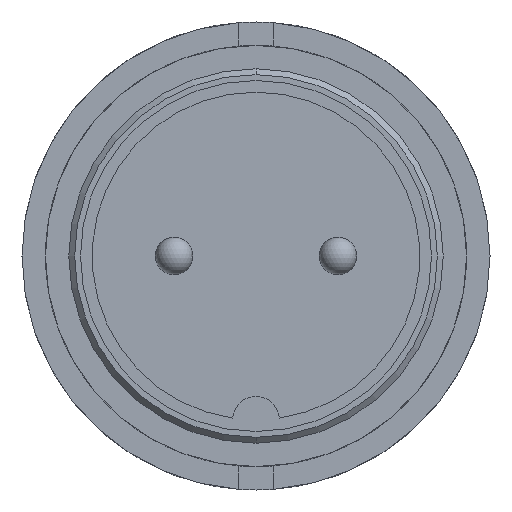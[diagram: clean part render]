
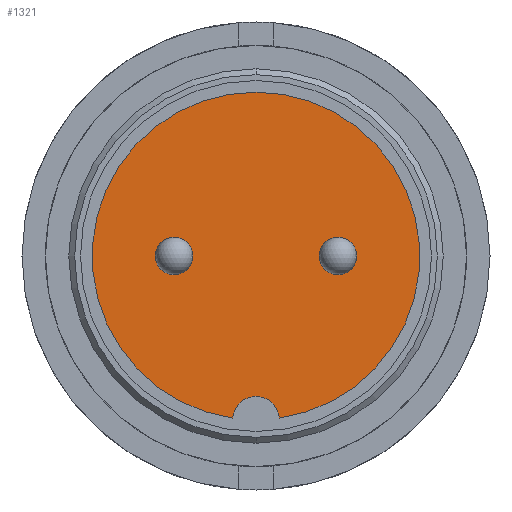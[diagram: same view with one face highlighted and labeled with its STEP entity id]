
A CAD part, front view. The second image highlights one B-rep face of the part: STEP entity #1321.
In plain terms, the highlighted planar face has unit normal (0, -1, 0).
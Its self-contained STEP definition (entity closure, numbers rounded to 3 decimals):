
#443=CARTESIAN_POINT('',(-2.7,-8.5,0.));
#444=VERTEX_POINT('',#443);
#453=CARTESIAN_POINT('',(-4.3,-8.5,0.));
#454=VERTEX_POINT('',#453);
#455=CARTESIAN_POINT('',(-3.5,-8.5,0.0));
#456=DIRECTION('',(0.0,1.0,0.0));
#457=DIRECTION('',(1.0,0.0,0.0));
#458=AXIS2_PLACEMENT_3D('',#455,#456,#457);
#459=CIRCLE('',#458,0.8);
#460=EDGE_CURVE('',#454,#444,#459,.T.);
#485=CARTESIAN_POINT('',(4.3,-8.5,0.));
#486=VERTEX_POINT('',#485);
#495=CARTESIAN_POINT('',(2.7,-8.5,0.));
#496=VERTEX_POINT('',#495);
#497=CARTESIAN_POINT('',(3.5,-8.5,0.0));
#498=DIRECTION('',(0.0,1.0,0.0));
#499=DIRECTION('',(1.0,0.0,0.0));
#500=AXIS2_PLACEMENT_3D('',#497,#498,#499);
#501=CIRCLE('',#500,0.8);
#502=EDGE_CURVE('',#496,#486,#501,.T.);
#529=CARTESIAN_POINT('',(0.,-8.5,7.));
#530=VERTEX_POINT('',#529);
#546=CARTESIAN_POINT('',(-0.997,-8.5,-6.929));
#547=VERTEX_POINT('',#546);
#554=CARTESIAN_POINT('',(0.0,-8.5,0.));
#555=DIRECTION('',(0.0,1.0,0.0));
#556=DIRECTION('',(0.0,0.0,1.0));
#557=AXIS2_PLACEMENT_3D('',#554,#555,#556);
#558=CIRCLE('',#557,7.);
#559=EDGE_CURVE('',#547,#530,#558,.T.);
#1266=CARTESIAN_POINT('',(0.997,-8.5,-6.929));
#1267=VERTEX_POINT('',#1266);
#1274=CARTESIAN_POINT('',(0.0,-8.5,-7.));
#1275=DIRECTION('',(0.0,1.0,0.0));
#1276=DIRECTION('',(-0.997,0.0,0.071));
#1277=AXIS2_PLACEMENT_3D('',#1274,#1275,#1276);
#1278=CIRCLE('',#1277,1.0);
#1279=EDGE_CURVE('',#547,#1267,#1278,.T.);
#1285=CARTESIAN_POINT('',(0.0,-8.5,3.5));
#1286=DIRECTION('',(0.0,-1.0,0.0));
#1287=DIRECTION('',(0.0,0.0,-1.0));
#1288=AXIS2_PLACEMENT_3D('',#1285,#1286,#1287);
#1289=PLANE('',#1288);
#1290=ORIENTED_EDGE('',*,*,#1279,.T.);
#1291=CARTESIAN_POINT('',(0.0,-8.5,0.));
#1292=DIRECTION('',(0.0,1.0,0.0));
#1293=DIRECTION('',(0.0,0.0,1.0));
#1294=AXIS2_PLACEMENT_3D('',#1291,#1292,#1293);
#1295=CIRCLE('',#1294,7.);
#1296=EDGE_CURVE('',#530,#1267,#1295,.T.);
#1297=ORIENTED_EDGE('',*,*,#1296,.F.);
#1298=ORIENTED_EDGE('',*,*,#559,.F.);
#1299=EDGE_LOOP('',(#1290,#1297,#1298));
#1300=FACE_OUTER_BOUND('',#1299,.T.);
#1301=ORIENTED_EDGE('',*,*,#502,.T.);
#1302=CARTESIAN_POINT('',(3.5,-8.5,0.0));
#1303=DIRECTION('',(0.0,1.0,0.0));
#1304=DIRECTION('',(1.0,0.0,0.0));
#1305=AXIS2_PLACEMENT_3D('',#1302,#1303,#1304);
#1306=CIRCLE('',#1305,0.8);
#1307=EDGE_CURVE('',#486,#496,#1306,.T.);
#1308=ORIENTED_EDGE('',*,*,#1307,.T.);
#1309=EDGE_LOOP('',(#1301,#1308));
#1310=FACE_BOUND('',#1309,.T.);
#1311=ORIENTED_EDGE('',*,*,#460,.T.);
#1312=CARTESIAN_POINT('',(-3.5,-8.5,0.0));
#1313=DIRECTION('',(0.0,1.0,0.0));
#1314=DIRECTION('',(1.0,0.0,0.0));
#1315=AXIS2_PLACEMENT_3D('',#1312,#1313,#1314);
#1316=CIRCLE('',#1315,0.8);
#1317=EDGE_CURVE('',#444,#454,#1316,.T.);
#1318=ORIENTED_EDGE('',*,*,#1317,.T.);
#1319=EDGE_LOOP('',(#1311,#1318));
#1320=FACE_BOUND('',#1319,.T.);
#1321=ADVANCED_FACE('',(#1300,#1310,#1320),#1289,.T.);
